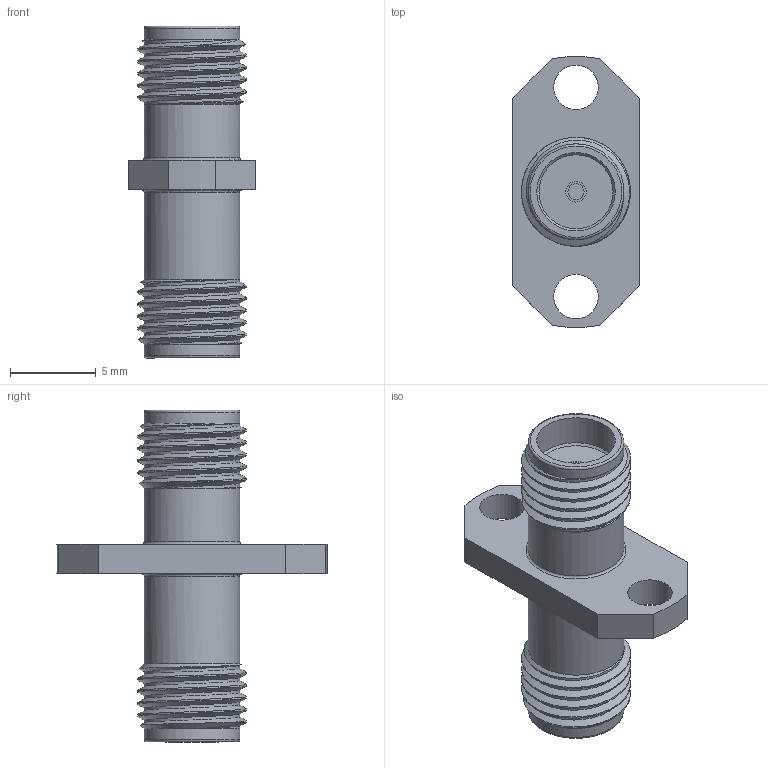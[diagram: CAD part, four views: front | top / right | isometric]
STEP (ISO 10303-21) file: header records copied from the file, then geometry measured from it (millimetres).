
FILE_DESCRIPTION (( 'STEP AP203' ), '1' );
FILE_NAME ('FMAD1030_3D.step', '2021-03-11T17:48:29', ( '' ), ( '' ), 'SwSTEP 2.0', 'SolidWorks 2020', '' );
FILE_SCHEMA (( 'CONFIG_CONTROL_DESIGN' ));
Length unit declared in the file: inch
Products named in the file (1): FMAD1030_3D
Bounding box: 7.4 x 15.77 x 19.35 mm (x, y, z)
Volume: 548.5 mm3; surface area: 759.4 mm2
Topology: 1 solids, 1 shells, 48 faces, 104 edges, 66 vertices
Faces by surface type: plane 16, cylinder 16, cone 6, bspline 6, torus 4
Full cylindrical faces by diameter (mm): 0.94 x2, 1.194 x2, 2.6 x2, 4.572 x2, 5.582 x4
Entity records: 3475 total; most frequent: CARTESIAN_POINT 2503, DIRECTION 174, ORIENTED_EDGE 160, EDGE_CURVE 80, EDGE_LOOP 78, AXIS2_PLACEMENT_3D 77, FACE_OUTER_BOUND 64, VERTEX_POINT 60
